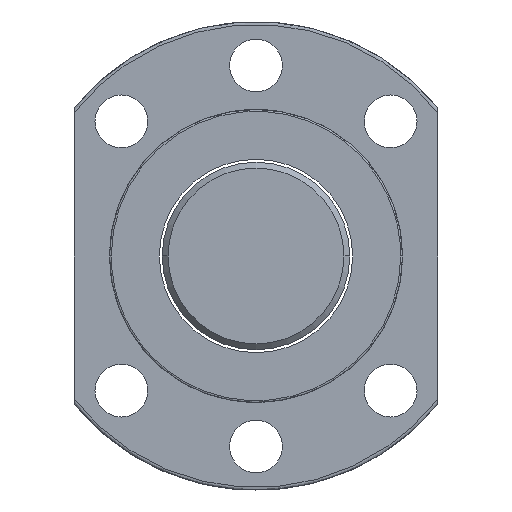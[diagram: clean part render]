
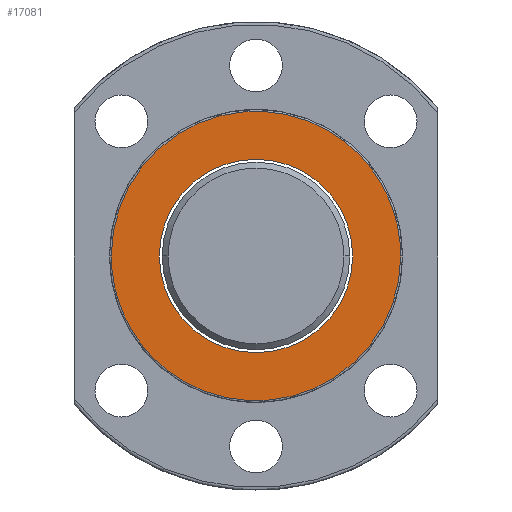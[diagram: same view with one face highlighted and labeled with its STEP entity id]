
A CAD part, left-side view. The second image highlights one B-rep face of the part: STEP entity #17081.
In plain terms, the highlighted planar face has unit normal (-1, 0, 0).
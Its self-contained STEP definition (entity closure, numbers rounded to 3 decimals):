
#525 = DIRECTION ( 'NONE',  ( 0., 1., 0. ) ) ;
#809 = EDGE_LOOP ( 'NONE', ( #2544, #4939 ) ) ;
#982 = PLANE ( 'NONE',  #2809 ) ;
#1981 = EDGE_LOOP ( 'NONE', ( #11880, #2878 ) ) ;
#2154 = CARTESIAN_POINT ( 'NONE',  ( -49.284, -16.5, 0. ) ) ;
#2544 = ORIENTED_EDGE ( 'NONE', *, *, #21143, .T. ) ;
#2809 = AXIS2_PLACEMENT_3D ( 'NONE', #3332, #23556, #16058 ) ;
#2878 = ORIENTED_EDGE ( 'NONE', *, *, #15299, .F. ) ;
#3332 = CARTESIAN_POINT ( 'NONE',  ( -49.284, 20.6, 0. ) ) ;
#3425 = CARTESIAN_POINT ( 'NONE',  ( -49.284, 24.7, 49.4 ) ) ;
#3967 = AXIS2_PLACEMENT_3D ( 'NONE', #18265, #16450, #19958 ) ;
#4102 = CARTESIAN_POINT ( 'NONE',  ( -49.284, -24.7, 0. ) ) ;
#4387 = CARTESIAN_POINT ( 'NONE',  ( -49.284, 24.7, 0. ) ) ;
#4939 = ORIENTED_EDGE ( 'NONE', *, *, #12817, .T. ) ;
#5482 = FACE_BOUND ( 'NONE', #809, .T. ) ;
#6184 = CIRCLE ( 'NONE', #3967, 16.5 ) ;
#6204 = CARTESIAN_POINT ( 'NONE',  ( -49.284, 24.7, 0. ) ) ;
#7136 = CARTESIAN_POINT ( 'NONE',  ( -49.284, -24.7, 49.4 ) ) ;
#7278 = VERTEX_POINT ( 'NONE', #4387 ) ;
#7614 = CARTESIAN_POINT ( 'NONE',  ( -49.284, 24.7, 0. ) ) ;
#8068 = CIRCLE ( 'NONE', #15041, 16.5 ) ;
#9211 = FACE_OUTER_BOUND ( 'NONE', #1981, .T. ) ;
#9763 = VERTEX_POINT ( 'NONE', #21428 ) ;
#10448 = VERTEX_POINT ( 'NONE', #2154 ) ;
#10747 = CARTESIAN_POINT ( 'NONE',  ( -49.284, -24.7, 0. ) ) ;
#11308 = CARTESIAN_POINT ( 'NONE',  ( -49.284, -24.7, 0. ) ) ;
#11880 = ORIENTED_EDGE ( 'NONE', *, *, #14704, .F. ) ;
#12817 = EDGE_CURVE ( 'NONE', #10448, #9763, #8068, .T. ) ;
#13338 =( BOUNDED_CURVE ( )  B_SPLINE_CURVE ( 3, ( #4102, #17189, #22583, #6204 ),
 .UNSPECIFIED., .F., .F. ) 
 B_SPLINE_CURVE_WITH_KNOTS ( ( 4, 4 ),
 ( 0.5, 1. ),
 .UNSPECIFIED. ) 
 CURVE ( )  GEOMETRIC_REPRESENTATION_ITEM ( )  RATIONAL_B_SPLINE_CURVE ( ( 1., 0.333, 0.333, 1. ) ) 
 REPRESENTATION_ITEM ( '' )  );
#14704 = EDGE_CURVE ( 'NONE', #7278, #15698, #22585, .T. ) ;
#15041 = AXIS2_PLACEMENT_3D ( 'NONE', #22300, #15195, #525 ) ;
#15195 = DIRECTION ( 'NONE',  ( 1., 0., 0. ) ) ;
#15299 = EDGE_CURVE ( 'NONE', #15698, #7278, #13338, .T. ) ;
#15698 = VERTEX_POINT ( 'NONE', #11308 ) ;
#16058 = DIRECTION ( 'NONE',  ( 0., -1., 0. ) ) ;
#16450 = DIRECTION ( 'NONE',  ( 1., 0., 0. ) ) ;
#17081 = ADVANCED_FACE ( 'NONE', ( #9211, #5482 ), #982, .T. ) ;
#17189 = CARTESIAN_POINT ( 'NONE',  ( -49.284, -24.7, -49.4 ) ) ;
#18265 = CARTESIAN_POINT ( 'NONE',  ( -49.284, 0., 0. ) ) ;
#19958 = DIRECTION ( 'NONE',  ( 0., 1., 0. ) ) ;
#21143 = EDGE_CURVE ( 'NONE', #9763, #10448, #6184, .T. ) ;
#21428 = CARTESIAN_POINT ( 'NONE',  ( -49.284, 16.5, 0. ) ) ;
#22300 = CARTESIAN_POINT ( 'NONE',  ( -49.284, 0., 0. ) ) ;
#22583 = CARTESIAN_POINT ( 'NONE',  ( -49.284, 24.7, -49.4 ) ) ;
#22585 =( BOUNDED_CURVE ( )  B_SPLINE_CURVE ( 3, ( #7614, #3425, #7136, #10747 ),
 .UNSPECIFIED., .F., .F. ) 
 B_SPLINE_CURVE_WITH_KNOTS ( ( 4, 4 ),
 ( 0., 0.5 ),
 .UNSPECIFIED. ) 
 CURVE ( )  GEOMETRIC_REPRESENTATION_ITEM ( )  RATIONAL_B_SPLINE_CURVE ( ( 1., 0.333, 0.333, 1. ) ) 
 REPRESENTATION_ITEM ( '' )  );
#23556 = DIRECTION ( 'NONE',  ( -1., 0., 0. ) ) ;
